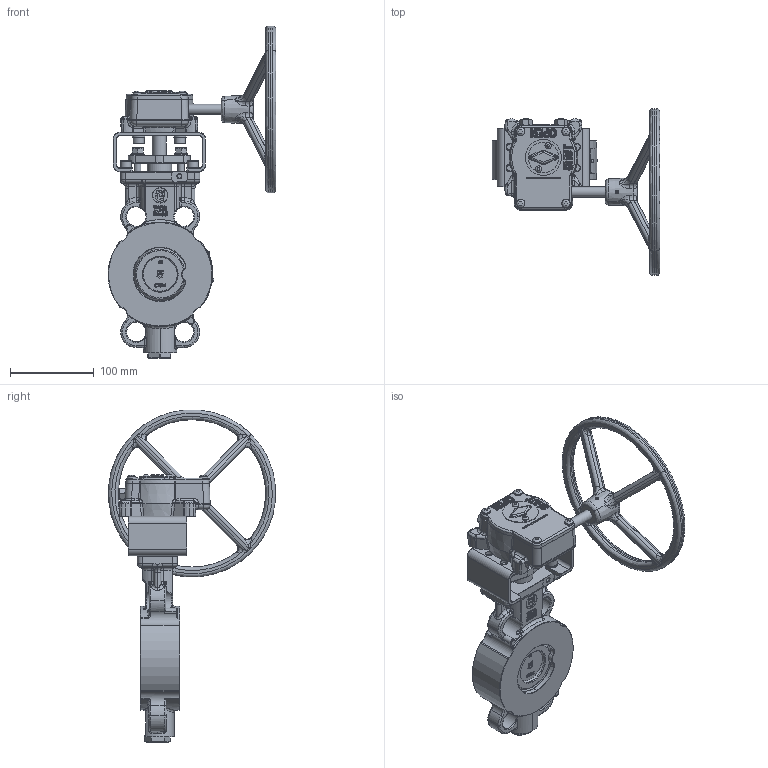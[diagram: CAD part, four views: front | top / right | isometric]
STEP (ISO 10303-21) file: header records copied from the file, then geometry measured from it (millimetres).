
FILE_DESCRIPTION(('HOOPS Exchange Step'),'2;1');
FILE_NAME('AK11_DN65_PN10-40-ANSI150-300_Getriebe.stp','2024-11-22T09:50:41+01:00',('nieru'),('Unknown organisation'),'HOOPS Exchange 2024.2','HOOPS Exchange','Unknown authorisation');
FILE_SCHEMA( ('AP203_CONFIGURATION_CONTROLLED_3D_DESIGN_OF_MECHANICAL_PARTS_AND_ASSEMBLIES_MIM_LF') );
Length unit declared in the file: millimetre
Products named in the file (8): 0; root
Assembly tree (7 placements, depth 4):
  root
    0
    0
      0
        0
      0
      0
        0
Bounding box: 200.47 x 199.24 x 396.6 mm (x, y, z)
Volume: 1191055.2 mm3; surface area: 267737.2 mm2
Topology: 48 solids, 48 shells, 3920 faces, 9385 edges, 5465 vertices
Faces by surface type: bspline 1627, cylinder 950, plane 764, torus 224, cone 198, sphere 132, extrusion 25
Full cylindrical faces by diameter (mm): 3.091 x1, 4 x1, 5 x1, 6.647 x4, 6.8 x2, 7.6 x2, 8 x12, 8.376 x4, 8.644 x2, 9 x14, 10 x4, 11.5 x1, 12 x2, 13 x8, 13.533 x1, 14.8 x8, 16 x3, 16.82 x2, 18 x3, 18.4 x2, 18.801 x1, 20 x2, 21 x2, 23.2 x4, 29.274 x1, 38 x2, 42.2 x1, 43 x1, 69.115 x2, 82.52 x1
Entity records: 339360 total; most frequent: CARTESIAN_POINT 262676, ORIENTED_EDGE 18354, DIRECTION 11344, EDGE_CURVE 9177, VERTEX_POINT 5464, AXIS2_PLACEMENT_3D 4542, B_SPLINE_CURVE_WITH_KNOTS 4514, EDGE_LOOP 4099
